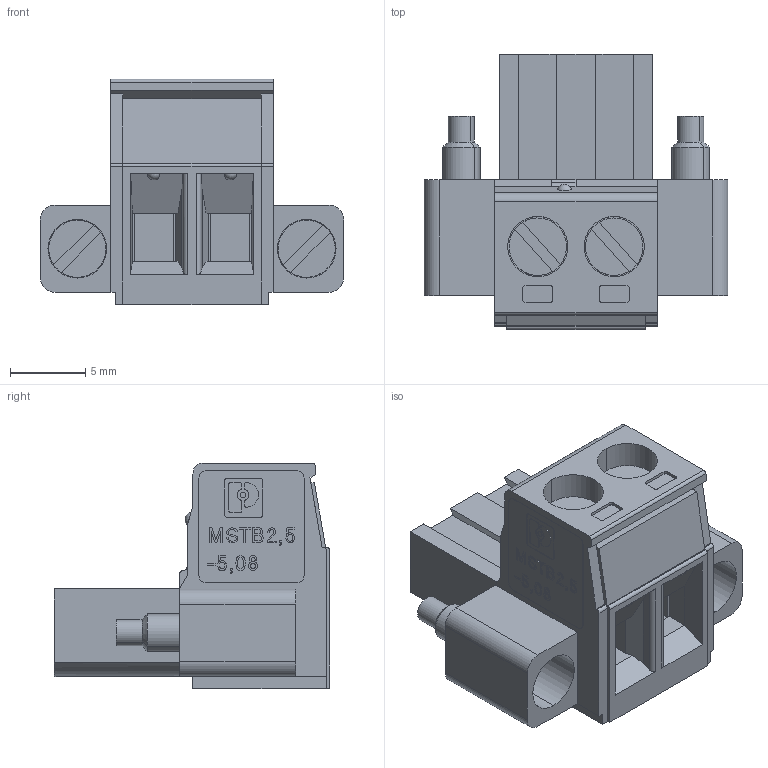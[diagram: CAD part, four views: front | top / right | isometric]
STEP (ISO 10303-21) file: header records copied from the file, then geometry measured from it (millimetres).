
FILE_DESCRIPTION(('Creo Elements/Direct Modeling STEP Export'),'2;1');
FILE_NAME('model.stp','2023-05-03T11:31:31',(''),(''),'Creo Elements/Direct Modeling STEP processor for AP214 (Solid Model)','Creo Elements/Direct Modeling 20.1D 10-Oct-2020 (C) Parametric Technology GmbH','');
FILE_SCHEMA(('AUTOMOTIVE_DESIGN { 1 0 10303 214 1 1 1 1 }'));
Length unit declared in the file: millimetre
Products named in the file (6): CO_MSTBT_2_5_ST.1; AC_MKDSN_2_5_Laengsschlitz.1; FRONT_2.5-N-SCHRAUBE; KK_MSTB_2_5_HC_ST.1; AT_MSTB_2_5_STF_5_08; MSTB_2.5_2-STF-5.08
Assembly tree (9 placements, depth 2):
  MSTB_2.5_2-STF-5.08
    KK_MSTB_2_5_HC_ST.1  x2
    FRONT_2.5-N-SCHRAUBE  x2
    AC_MKDSN_2_5_Laengsschlitz.1  x2
    AT_MSTB_2_5_STF_5_08
    CO_MSTBT_2_5_ST.1  x2
Bounding box: 20.18 x 18.3 x 15 mm (x, y, z)
Volume: 1838.9 mm3; surface area: 3040 mm2
Topology: 9 solids, 9 shells, 831 faces, 2295 edges, 1520 vertices
Faces by surface type: plane 706, cylinder 110, cone 8, torus 4, sphere 3
Entity records: 30489 total; most frequent: ORIENTED_EDGE 4320, CARTESIAN_POINT 4281, DIRECTION 3775, EDGE_CURVE 2160, VECTOR 1925, LINE 1925, VERTEX_POINT 1431, AXIS2_PLACEMENT_3D 925
